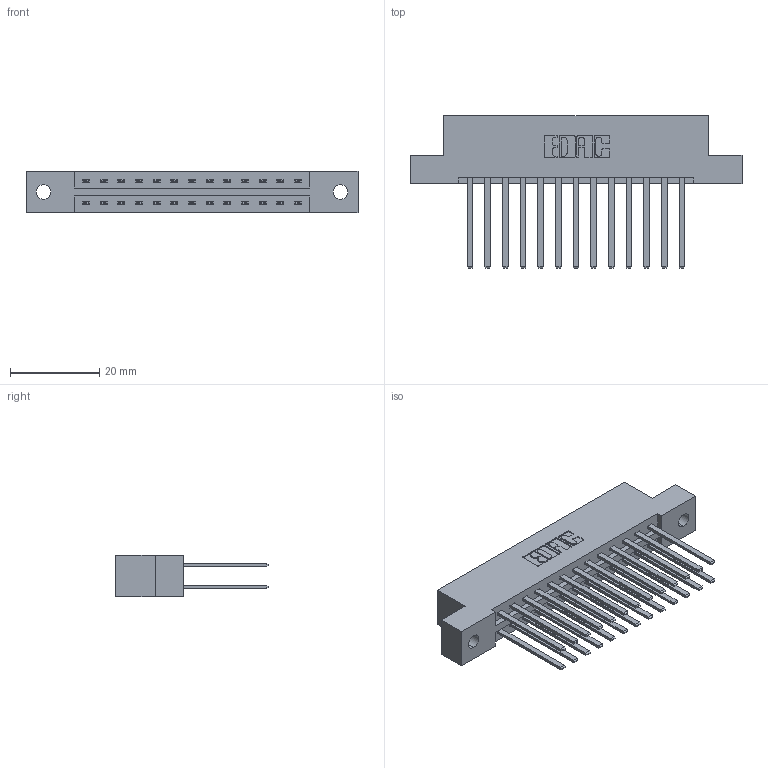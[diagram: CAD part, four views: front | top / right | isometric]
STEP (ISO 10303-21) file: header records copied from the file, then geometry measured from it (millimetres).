
FILE_DESCRIPTION (( 'STEP AP203' ), '1' );
FILE_NAME ('337-026-544-202.STEP', '2018-08-06T05:52:09', ( '' ), ( '' ), 'SwSTEP 2.0', 'SolidWorks 2016', '' );
FILE_SCHEMA (( 'CONFIG_CONTROL_DESIGN' ));
Length unit declared in the file: inch
Products named in the file (3): 345-292-001_345-293-144; 337-026-544-202; 337 Part_Flush Mounting Lugs - 0.128 Dia
Assembly tree (27 placements, depth 2):
  337-026-544-202
    337 Part_Flush Mounting Lugs - 0.128 Dia
    345-292-001_345-293-144  x26
Bounding box: 74.52 x 34.3 x 9.4 mm (x, y, z)
Volume: 7795.7 mm3; surface area: 9449.2 mm2
Topology: 27 solids, 27 shells, 1362 faces, 4029 edges, 2650 vertices
Faces by surface type: plane 954, cylinder 408
Entity records: 13649 total; most frequent: CARTESIAN_POINT 2322, ORIENTED_EDGE 2258, DIRECTION 2025, EDGE_CURVE 1129, VECTOR 1005, LINE 1005, VERTEX_POINT 750, AXIS2_PLACEMENT_3D 510
